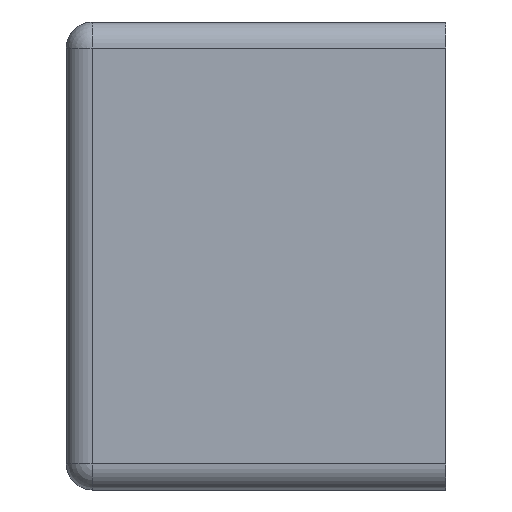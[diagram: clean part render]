
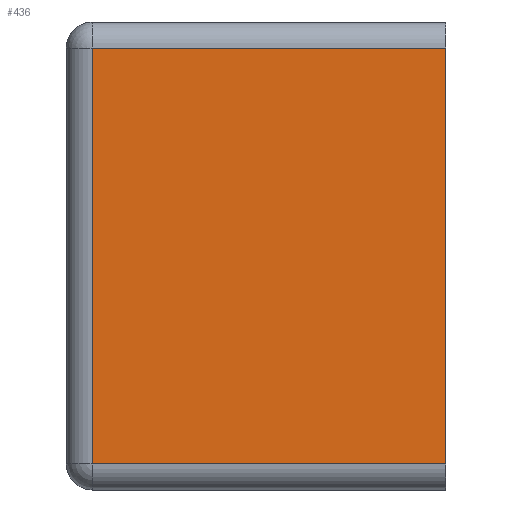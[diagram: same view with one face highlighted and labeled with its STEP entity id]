
A CAD part, left-side view. The second image highlights one B-rep face of the part: STEP entity #436.
In plain terms, the highlighted planar face has unit normal (-1, 0, 0).
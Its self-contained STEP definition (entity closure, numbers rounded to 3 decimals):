
#2 = CARTESIAN_POINT ( 'NONE',  ( -24., 13.6, -8. ) ) ;
#37 = LINE ( 'NONE', #303, #331 ) ;
#54 = CARTESIAN_POINT ( 'NONE',  ( -24., 13.6, -8. ) ) ;
#55 = CARTESIAN_POINT ( 'NONE',  ( -24., 0., 8. ) ) ;
#71 = ORIENTED_EDGE ( 'NONE', *, *, #575, .T. ) ;
#119 = DIRECTION ( 'NONE',  ( 0., 1., 0. ) ) ;
#144 = CARTESIAN_POINT ( 'NONE',  ( -24., 14.6, -9. ) ) ;
#170 = CARTESIAN_POINT ( 'NONE',  ( -24., 0., -8. ) ) ;
#202 = VERTEX_POINT ( 'NONE', #170 ) ;
#221 = LINE ( 'NONE', #2, #510 ) ;
#227 = DIRECTION ( 'NONE',  ( 0., -1., 0. ) ) ;
#230 = LINE ( 'NONE', #445, #247 ) ;
#247 = VECTOR ( 'NONE', #227, 1000. ) ;
#253 = CARTESIAN_POINT ( 'NONE',  ( -24., 14.6, 8. ) ) ;
#264 = CARTESIAN_POINT ( 'NONE',  ( -24., 13.6, 8. ) ) ;
#267 = EDGE_CURVE ( 'NONE', #298, #692, #597, .T. ) ;
#280 = ORIENTED_EDGE ( 'NONE', *, *, #856, .T. ) ;
#292 = EDGE_LOOP ( 'NONE', ( #647, #280, #71, #780 ) ) ;
#298 = VERTEX_POINT ( 'NONE', #55 ) ;
#303 = CARTESIAN_POINT ( 'NONE',  ( -24., 0., -9. ) ) ;
#315 = VECTOR ( 'NONE', #119, 1000. ) ;
#331 = VECTOR ( 'NONE', #702, 1000. ) ;
#436 = ADVANCED_FACE ( 'NONE', ( #682 ), #610, .F. ) ;
#445 = CARTESIAN_POINT ( 'NONE',  ( -24., 14.6, -8. ) ) ;
#470 = DIRECTION ( 'NONE',  ( 0., 0., -1. ) ) ;
#480 = DIRECTION ( 'NONE',  ( 1., 0., 0. ) ) ;
#510 = VECTOR ( 'NONE', #470, 1000. ) ;
#575 = EDGE_CURVE ( 'NONE', #700, #202, #230, .T. ) ;
#587 = EDGE_CURVE ( 'NONE', #202, #298, #37, .T. ) ;
#597 = LINE ( 'NONE', #253, #315 ) ;
#610 = PLANE ( 'NONE',  #752 ) ;
#615 = DIRECTION ( 'NONE',  ( 0., 0., -1. ) ) ;
#647 = ORIENTED_EDGE ( 'NONE', *, *, #267, .T. ) ;
#682 = FACE_OUTER_BOUND ( 'NONE', #292, .T. ) ;
#692 = VERTEX_POINT ( 'NONE', #264 ) ;
#700 = VERTEX_POINT ( 'NONE', #54 ) ;
#702 = DIRECTION ( 'NONE',  ( 0., 0., 1. ) ) ;
#752 = AXIS2_PLACEMENT_3D ( 'NONE', #144, #480, #615 ) ;
#780 = ORIENTED_EDGE ( 'NONE', *, *, #587, .T. ) ;
#856 = EDGE_CURVE ( 'NONE', #692, #700, #221, .T. ) ;
